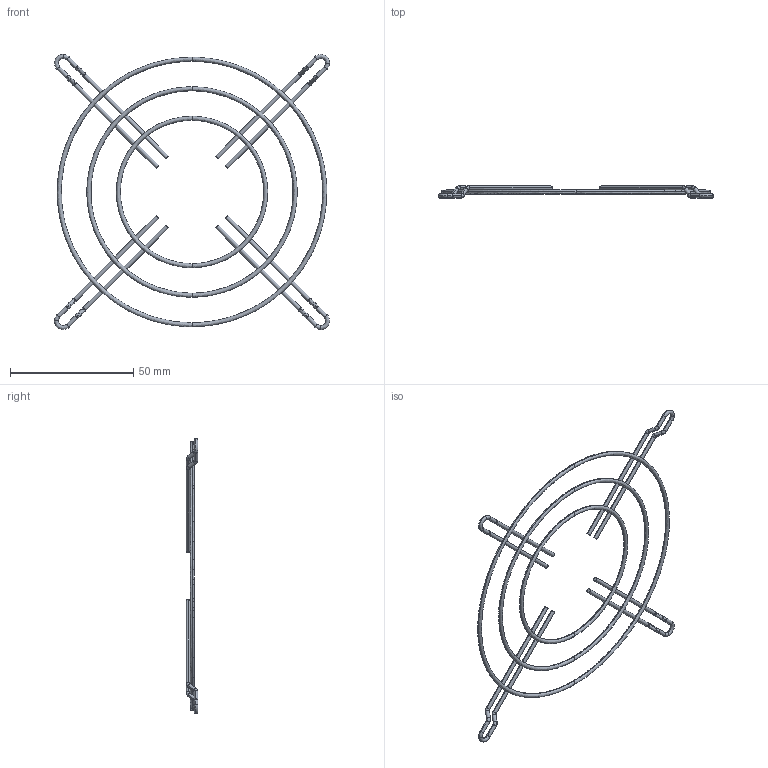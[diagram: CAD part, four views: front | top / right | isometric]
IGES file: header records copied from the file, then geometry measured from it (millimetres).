
Start section: SolidWorks IGES file using analytic representation for surfaces
Global section: file name: sc120_w14.IGS; native system: SolidWorks 2007; preprocessor: SolidWorks 2007; author: umeshp; date: 101023.123909; units: millimetre
Bounding box: 111.8 x 4.83 x 111.8 mm (x, y, z)
Surface area: 6503.4 mm2 (no closed solid volume)
Topology: 0 solids, 0 shells, 116 faces, 688 edges, 688 vertices
Faces by surface type: bspline 68, revolution 48
